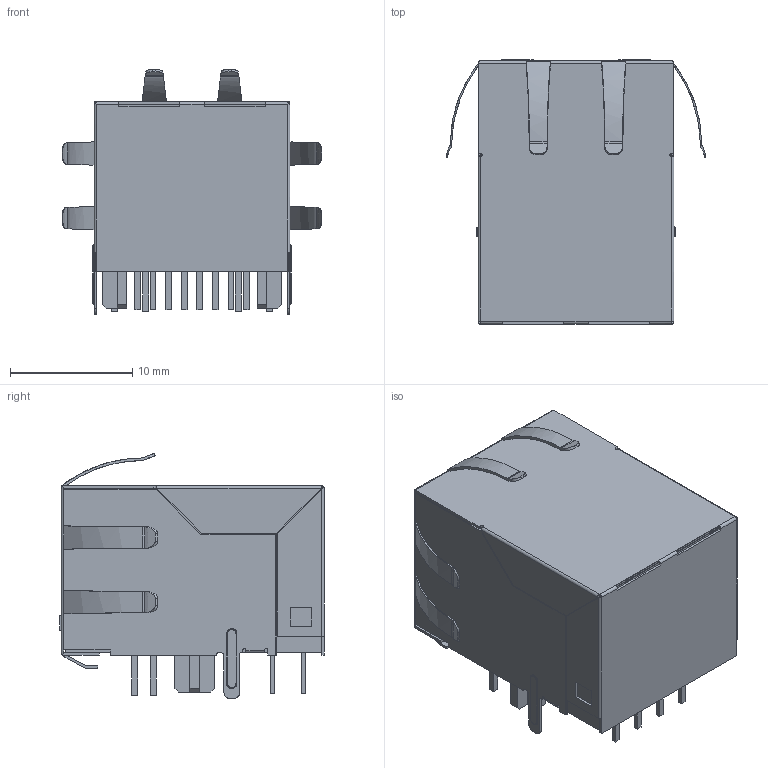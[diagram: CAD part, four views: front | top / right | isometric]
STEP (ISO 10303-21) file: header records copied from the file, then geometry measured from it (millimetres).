
FILE_DESCRIPTION (( 'STEP AP203' ), '1' );
FILE_NAME ('RJ45-archwave.STEP', '2019-11-26T14:36:53', ( '' ), ( '' ), 'SwSTEP 2.0', 'SolidWorks 2012', '' );
FILE_SCHEMA (( 'CONFIG_CONTROL_DESIGN' ));
Length unit declared in the file: millimetre
Products named in the file (3): X400; RJ45-archwave; Pulse_J0011D21BNL
Assembly tree (2 placements, depth 3):
  RJ45-archwave
    X400
      Pulse_J0011D21BNL
Bounding box: 21.24 x 21.67 x 20.06 mm (x, y, z)
Volume: 1876.4 mm3; surface area: 5859.7 mm2
Topology: 2 solids, 2 shells, 455 faces, 1272 edges, 818 vertices
Faces by surface type: plane 348, cylinder 75, bspline 32
Entity records: 16728 total; most frequent: CARTESIAN_POINT 5254, ORIENTED_EDGE 2544, DIRECTION 1940, EDGE_CURVE 1272, LINE 1026, VECTOR 1026, VERTEX_POINT 818, EDGE_LOOP 478
